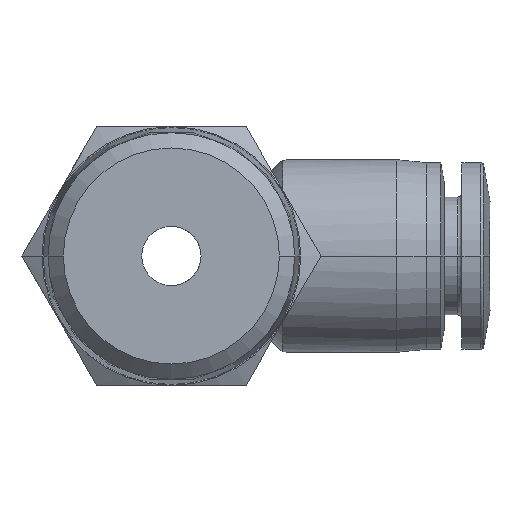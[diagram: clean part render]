
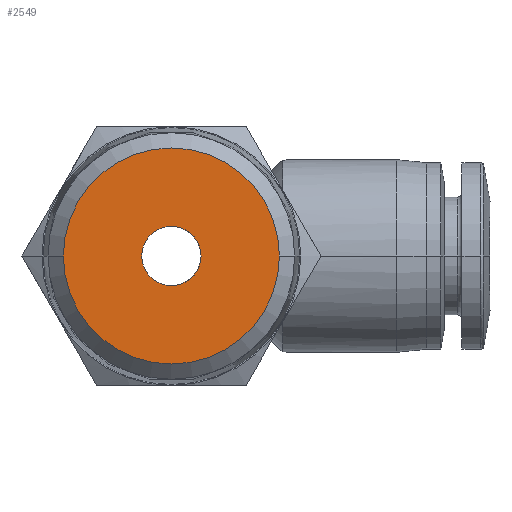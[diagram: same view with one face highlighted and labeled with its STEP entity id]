
A CAD part, front view. The second image highlights one B-rep face of the part: STEP entity #2549.
In plain terms, the highlighted planar face has unit normal (0, -1, 0).
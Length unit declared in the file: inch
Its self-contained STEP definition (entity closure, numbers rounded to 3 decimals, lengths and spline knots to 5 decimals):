
#265 = ORIENTED_EDGE ( 'NONE', *, *, #3071, .T. ) ;
#402 = VERTEX_POINT ( 'NONE', #893 ) ;
#549 = DIRECTION ( 'NONE',  ( 0., 1., 0. ) ) ;
#657 = FACE_OUTER_BOUND ( 'NONE', #5586, .T. ) ;
#852 = AXIS2_PLACEMENT_3D ( 'NONE', #4847, #2086, #5304 ) ;
#893 = CARTESIAN_POINT ( 'NONE',  ( 0.07874, -0.68898, 0. ) ) ;
#995 = VERTEX_POINT ( 'NONE', #2238 ) ;
#1078 = ORIENTED_EDGE ( 'NONE', *, *, #2825, .F. ) ;
#1282 = CARTESIAN_POINT ( 'NONE',  ( -0.28703, -0.68898, 0. ) ) ;
#1608 = DIRECTION ( 'NONE',  ( 0., -1., 0. ) ) ;
#1625 = DIRECTION ( 'NONE',  ( 0., 1., 0. ) ) ;
#1708 = EDGE_CURVE ( 'NONE', #5286, #995, #5631, .T. ) ;
#1848 = CARTESIAN_POINT ( 'NONE',  ( 0., -0.68898, 0. ) ) ;
#2086 = DIRECTION ( 'NONE',  ( 0., 1., 0. ) ) ;
#2238 = CARTESIAN_POINT ( 'NONE',  ( 0.28703, -0.68898, 0. ) ) ;
#2327 = DIRECTION ( 'NONE',  ( -1., 0., 0. ) ) ;
#2549 = ADVANCED_FACE ( 'NONE', ( #3292, #657 ), #4361, .T. ) ;
#2571 = EDGE_CURVE ( 'NONE', #402, #5441, #3652, .T. ) ;
#2790 = CARTESIAN_POINT ( 'NONE',  ( -0.07874, -0.68898, 0. ) ) ;
#2825 = EDGE_CURVE ( 'NONE', #995, #5286, #5368, .T. ) ;
#3071 = EDGE_CURVE ( 'NONE', #5441, #402, #4525, .T. ) ;
#3292 = FACE_BOUND ( 'NONE', #3749, .T. ) ;
#3353 = CARTESIAN_POINT ( 'NONE',  ( 0., -0.68898, 0. ) ) ;
#3590 = AXIS2_PLACEMENT_3D ( 'NONE', #3353, #549, #3821 ) ;
#3652 = CIRCLE ( 'NONE', #5274, 0.07874 ) ;
#3677 = ORIENTED_EDGE ( 'NONE', *, *, #2571, .T. ) ;
#3749 = EDGE_LOOP ( 'NONE', ( #265, #3677 ) ) ;
#3821 = DIRECTION ( 'NONE',  ( -1., 0., 0. ) ) ;
#3828 = AXIS2_PLACEMENT_3D ( 'NONE', #1848, #5079, #2327 ) ;
#4361 = PLANE ( 'NONE',  #5568 ) ;
#4400 = CARTESIAN_POINT ( 'NONE',  ( -0.14352, -0.68898, 0. ) ) ;
#4423 = CARTESIAN_POINT ( 'NONE',  ( 0., -0.68898, 0. ) ) ;
#4525 = CIRCLE ( 'NONE', #3590, 0.07874 ) ;
#4846 = DIRECTION ( 'NONE',  ( 1., 0., 0. ) ) ;
#4847 = CARTESIAN_POINT ( 'NONE',  ( 0., -0.68898, 0. ) ) ;
#4870 = DIRECTION ( 'NONE',  ( -1., 0., 0. ) ) ;
#5079 = DIRECTION ( 'NONE',  ( 0., 1., 0. ) ) ;
#5274 = AXIS2_PLACEMENT_3D ( 'NONE', #4423, #1625, #4870 ) ;
#5286 = VERTEX_POINT ( 'NONE', #1282 ) ;
#5304 = DIRECTION ( 'NONE',  ( -1., 0., 0. ) ) ;
#5368 = CIRCLE ( 'NONE', #3828, 0.28703 ) ;
#5434 = ORIENTED_EDGE ( 'NONE', *, *, #1708, .F. ) ;
#5441 = VERTEX_POINT ( 'NONE', #2790 ) ;
#5568 = AXIS2_PLACEMENT_3D ( 'NONE', #4400, #1608, #4846 ) ;
#5586 = EDGE_LOOP ( 'NONE', ( #5434, #1078 ) ) ;
#5631 = CIRCLE ( 'NONE', #852, 0.28703 ) ;
